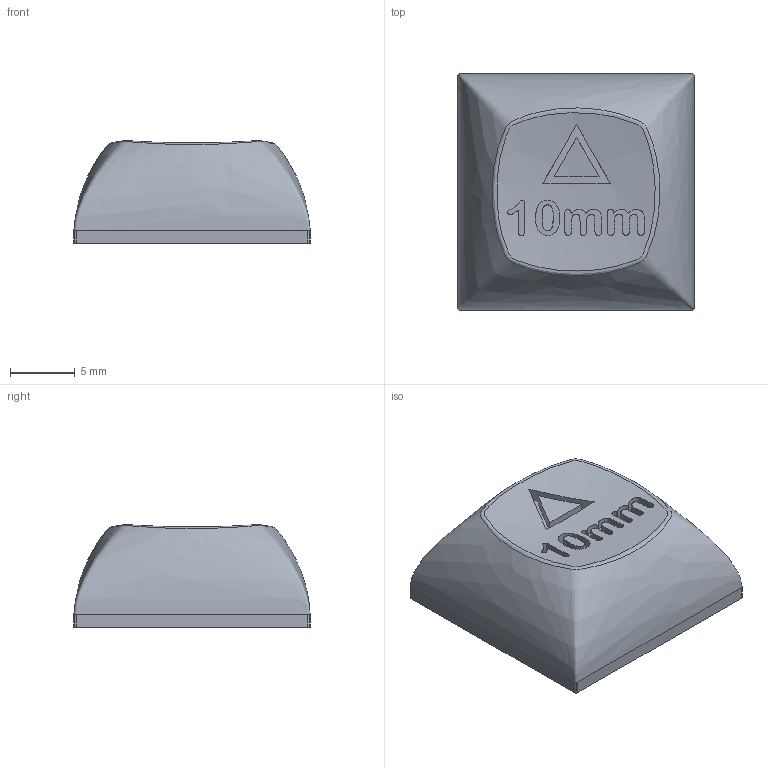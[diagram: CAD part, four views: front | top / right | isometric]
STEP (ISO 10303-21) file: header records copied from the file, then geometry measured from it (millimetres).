
FILE_DESCRIPTION(('HOOPS Exchange Step'),'2;1');
FILE_NAME('temp_export','2025-01-23T14:52:47+02:00',('cliffcheney'),('Shapr3D Limited'),'HOOPS Exchange 2024.6','Shapr3D','Authorized');
FILE_SCHEMA( ('AP242_MANAGED_MODEL_BASED_3D_ENGINEERING_MIM_LF {1 0 10303 442 1 1 4 }') );
Length unit declared in the file: millimetre
Products named in the file (1): Up 10 - 1x SLA BLACK
Bounding box: 18.2 x 18.2 x 7.9 mm (x, y, z)
Volume: 1256.8 mm3; surface area: 1453.1 mm2
Topology: 1 solids, 1 shells, 106 faces, 280 edges, 186 vertices
Faces by surface type: plane 63, bspline 31, cylinder 9, sphere 3
Full cylindrical faces by diameter (mm): 5.6 x1
Entity records: 5876 total; most frequent: CARTESIAN_POINT 3431, ORIENTED_EDGE 560, DIRECTION 385, EDGE_CURVE 280, VERTEX_POINT 186, VECTOR 163, LINE 163, EDGE_LOOP 116
